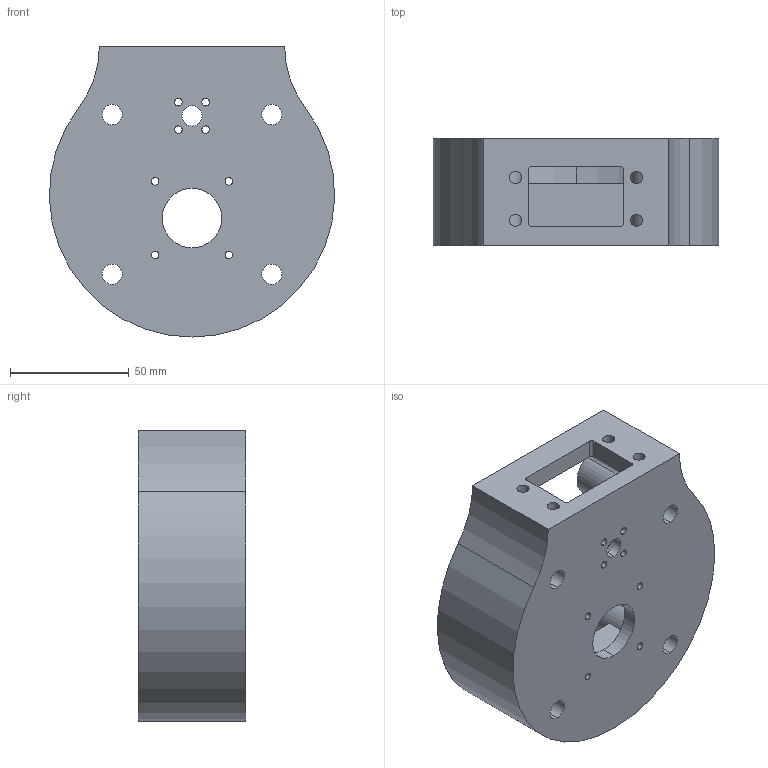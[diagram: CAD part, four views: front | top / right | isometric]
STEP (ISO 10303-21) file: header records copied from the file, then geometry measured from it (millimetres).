
FILE_DESCRIPTION(('FreeCAD Model'),'2;1');
FILE_NAME('Open CASCADE Shape Model','2021-05-05T12:10:27',('Author'),( ''),'Open CASCADE STEP processor 7.5','FreeCAD','Unknown');
FILE_SCHEMA(('AUTOMOTIVE_DESIGN { 1 0 10303 214 1 1 1 1 }'));
Length unit declared in the file: millimetre
Products named in the file (1): Z-axis Mount Platform LM8_Z-axis Mount Platform
Bounding box: 119.94 x 45 x 122 mm (x, y, z)
Volume: 176145.9 mm3; surface area: 72527.5 mm2
Topology: 1 solids, 1 shells, 110 faces, 306 edges, 204 vertices
Faces by surface type: cylinder 82, plane 28
Entity records: 7990 total; most frequent: CARTESIAN_POINT 1809, DIRECTION 1220, ORIENTED_EDGE 612, PCURVE 612, DEFINITIONAL_REPRESENTATION 612, LINE 566, VECTOR 566, EDGE_CURVE 306
